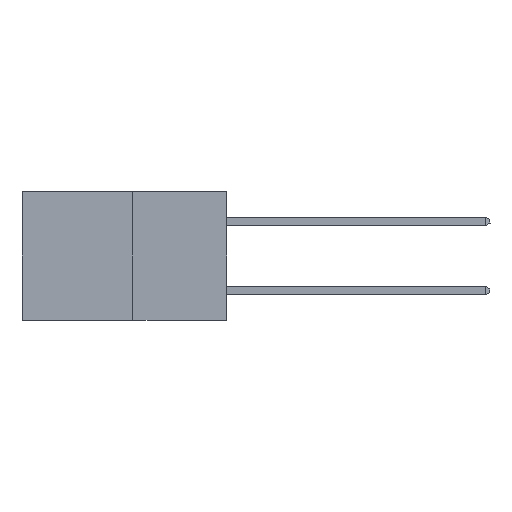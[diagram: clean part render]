
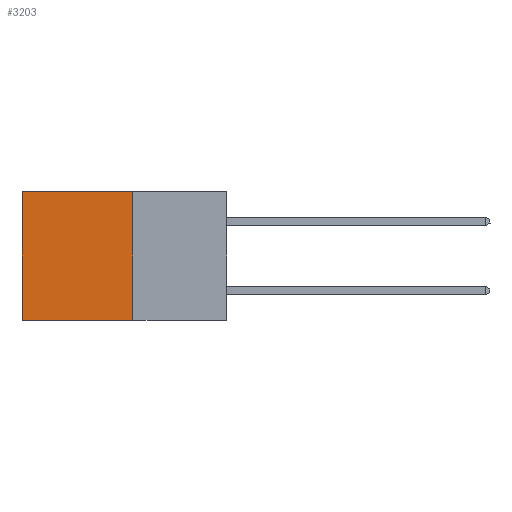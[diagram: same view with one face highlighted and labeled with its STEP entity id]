
A CAD part, left-side view. The second image highlights one B-rep face of the part: STEP entity #3203.
In plain terms, the highlighted planar face has unit normal (-1, 0, 0).
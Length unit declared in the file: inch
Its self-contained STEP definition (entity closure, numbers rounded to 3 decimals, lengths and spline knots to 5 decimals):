
#31 = EDGE_CURVE ( 'NONE', #2399, #6829, #9718, .T. ) ;
#127 = VECTOR ( 'NONE', #6921, 39.37008 ) ;
#340 = DIRECTION ( 'NONE',  ( 0., 0., -1. ) ) ;
#500 = VECTOR ( 'NONE', #9531, 39.37008 ) ;
#635 = CARTESIAN_POINT ( 'NONE',  ( 0.277, 0.27, -0.37 ) ) ;
#856 = PLANE ( 'NONE',  #7945 ) ;
#933 = VERTEX_POINT ( 'NONE', #1880 ) ;
#945 = VERTEX_POINT ( 'NONE', #635 ) ;
#1063 = VECTOR ( 'NONE', #340, 39.37008 ) ;
#1298 = CARTESIAN_POINT ( 'NONE',  ( 0.277, 0.27, -0.37 ) ) ;
#1880 = CARTESIAN_POINT ( 'NONE',  ( 0.277, 0.27, 0. ) ) ;
#1900 = FACE_OUTER_BOUND ( 'NONE', #7279, .T. ) ;
#2068 = CARTESIAN_POINT ( 'NONE',  ( 0.277, 0.59, -0.37 ) ) ;
#2096 = ORIENTED_EDGE ( 'NONE', *, *, #2736, .T. ) ;
#2343 = CARTESIAN_POINT ( 'NONE',  ( 0.277, 0.59, -0.37 ) ) ;
#2399 = VERTEX_POINT ( 'NONE', #2551 ) ;
#2551 = CARTESIAN_POINT ( 'NONE',  ( 0.277, 0.59, 0. ) ) ;
#2736 = EDGE_CURVE ( 'NONE', #933, #2399, #5413, .T. ) ;
#3203 = ADVANCED_FACE ( 'NONE', ( #1900 ), #856, .F. ) ;
#3553 = ORIENTED_EDGE ( 'NONE', *, *, #6146, .F. ) ;
#5120 = VECTOR ( 'NONE', #5165, 39.37008 ) ;
#5165 = DIRECTION ( 'NONE',  ( 0., 1., 0. ) ) ;
#5413 = LINE ( 'NONE', #10874, #500 ) ;
#5495 = ORIENTED_EDGE ( 'NONE', *, *, #7551, .F. ) ;
#6137 = DIRECTION ( 'NONE',  ( 0., 0., -1. ) ) ;
#6146 = EDGE_CURVE ( 'NONE', #945, #6829, #7399, .T. ) ;
#6164 = DIRECTION ( 'NONE',  ( 1., 0., 0. ) ) ;
#6829 = VERTEX_POINT ( 'NONE', #2068 ) ;
#6921 = DIRECTION ( 'NONE',  ( 0., 0., -1. ) ) ;
#7279 = EDGE_LOOP ( 'NONE', ( #9308, #3553, #5495, #2096 ) ) ;
#7399 = LINE ( 'NONE', #7823, #5120 ) ;
#7551 = EDGE_CURVE ( 'NONE', #933, #945, #10521, .T. ) ;
#7637 = CARTESIAN_POINT ( 'NONE',  ( 0.277, 0.27, -0.37 ) ) ;
#7823 = CARTESIAN_POINT ( 'NONE',  ( 0.277, 0.27, -0.37 ) ) ;
#7945 = AXIS2_PLACEMENT_3D ( 'NONE', #7637, #6164, #6137 ) ;
#9308 = ORIENTED_EDGE ( 'NONE', *, *, #31, .T. ) ;
#9531 = DIRECTION ( 'NONE',  ( 0., 1., 0. ) ) ;
#9718 = LINE ( 'NONE', #2343, #127 ) ;
#10521 = LINE ( 'NONE', #1298, #1063 ) ;
#10874 = CARTESIAN_POINT ( 'NONE',  ( 0.277, 0.27, 0. ) ) ;
